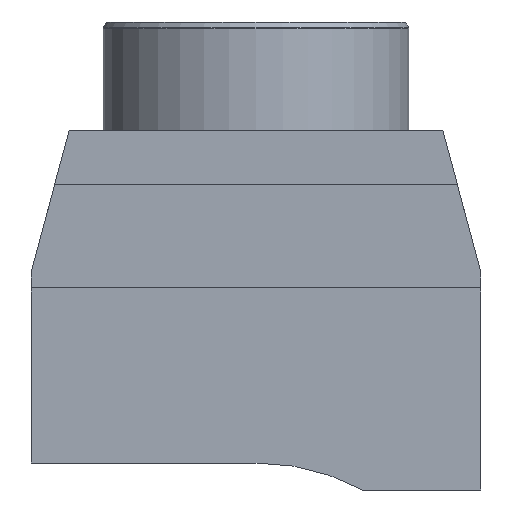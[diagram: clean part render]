
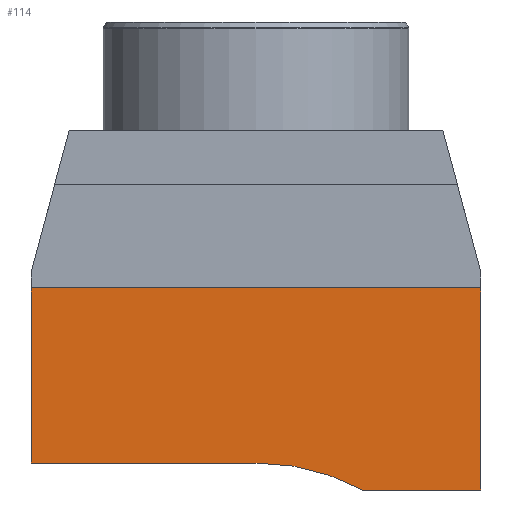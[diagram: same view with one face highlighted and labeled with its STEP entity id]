
A CAD part, left-side view. The second image highlights one B-rep face of the part: STEP entity #114.
In plain terms, the highlighted planar face has unit normal (-1, 0, 0).
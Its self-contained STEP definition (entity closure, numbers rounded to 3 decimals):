
#50=CIRCLE('',#994,50.);
#114=ADVANCED_FACE('',(#198),#155,.F.);
#155=PLANE('',#1038);
#198=FACE_OUTER_BOUND('',#253,.T.);
#253=EDGE_LOOP('',(#458,#459,#460,#461,#462,#463,#464,#465));
#458=ORIENTED_EDGE('',*,*,#633,.F.);
#459=ORIENTED_EDGE('',*,*,#719,.T.);
#460=ORIENTED_EDGE('',*,*,#626,.T.);
#461=ORIENTED_EDGE('',*,*,#662,.T.);
#462=ORIENTED_EDGE('',*,*,#646,.T.);
#463=ORIENTED_EDGE('',*,*,#654,.T.);
#464=ORIENTED_EDGE('',*,*,#651,.T.);
#465=ORIENTED_EDGE('',*,*,#720,.T.);
#523=VERTEX_POINT('',#1323);
#530=VERTEX_POINT('',#1337);
#535=VERTEX_POINT('',#1351);
#537=VERTEX_POINT('',#1355);
#551=VERTEX_POINT('',#1396);
#552=VERTEX_POINT('',#1398);
#554=VERTEX_POINT('',#1403);
#556=VERTEX_POINT('',#1407);
#626=EDGE_CURVE('',#535,#537,#752,.T.);
#633=EDGE_CURVE('',#523,#530,#759,.T.);
#646=EDGE_CURVE('',#552,#551,#50,.T.);
#651=EDGE_CURVE('',#554,#556,#773,.T.);
#654=EDGE_CURVE('',#551,#554,#776,.T.);
#662=EDGE_CURVE('',#537,#552,#782,.T.);
#719=EDGE_CURVE('',#523,#535,#828,.T.);
#720=EDGE_CURVE('',#556,#530,#829,.T.);
#752=LINE('',#1356,#861);
#759=LINE('',#1369,#868);
#773=LINE('',#1408,#882);
#776=LINE('',#1414,#885);
#782=LINE('',#1428,#891);
#828=LINE('',#1547,#937);
#829=LINE('',#1548,#938);
#861=VECTOR('',#1088,1.);
#868=VECTOR('',#1101,1.);
#882=VECTOR('',#1133,1.);
#885=VECTOR('',#1138,1.);
#891=VECTOR('',#1152,1.);
#937=VECTOR('',#1272,1.);
#938=VECTOR('',#1273,1.);
#994=AXIS2_PLACEMENT_3D('',#1397,#1125,#1126);
#1038=AXIS2_PLACEMENT_3D('',#1549,#1274,#1275);
#1088=DIRECTION('',(0.,0.,-1.));
#1101=DIRECTION('',(0.,-1.,0.));
#1125=DIRECTION('',(1.,0.,0.));
#1126=DIRECTION('',(0.,-1.,0.));
#1133=DIRECTION('',(0.,0.,1.));
#1138=DIRECTION('',(0.,-1.,0.));
#1152=DIRECTION('',(0.,-1.,0.));
#1272=DIRECTION('',(0.,0.174,-0.985));
#1273=DIRECTION('',(0.,0.174,0.985));
#1274=DIRECTION('',(1.,0.,0.));
#1275=DIRECTION('',(0.,0.,1.));
#1323=CARTESIAN_POINT('',(72.5,49.824,-35.));
#1337=CARTESIAN_POINT('',(72.5,-49.824,-35.));
#1351=CARTESIAN_POINT('',(72.5,50.,-36.));
#1355=CARTESIAN_POINT('',(72.5,50.,-74.));
#1356=CARTESIAN_POINT('',(72.5,50.,-36.));
#1369=CARTESIAN_POINT('',(72.5,50.,-35.));
#1396=CARTESIAN_POINT('',(72.5,-23.749,-80.));
#1397=CARTESIAN_POINT('',(72.5,0.,-124.));
#1398=CARTESIAN_POINT('',(72.5,0.,-74.));
#1403=CARTESIAN_POINT('',(72.5,-50.,-80.));
#1407=CARTESIAN_POINT('',(72.5,-50.,-36.));
#1408=CARTESIAN_POINT('',(72.5,-50.,-80.));
#1414=CARTESIAN_POINT('',(72.5,-23.749,-80.));
#1428=CARTESIAN_POINT('',(72.5,50.,-74.));
#1547=CARTESIAN_POINT('',(72.5,47.925,-24.232));
#1548=CARTESIAN_POINT('',(72.5,-50.,-36.));
#1549=CARTESIAN_POINT('',(72.5,0.,-124.));
